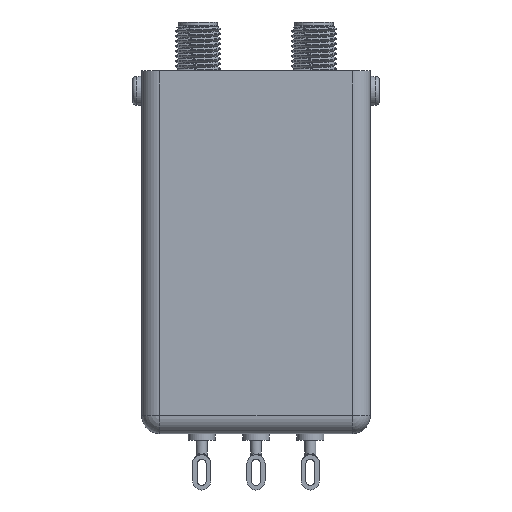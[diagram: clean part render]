
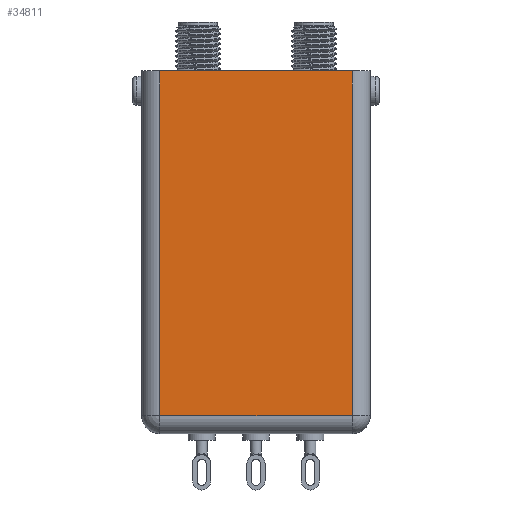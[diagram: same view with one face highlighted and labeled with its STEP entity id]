
A CAD part, front view. The second image highlights one B-rep face of the part: STEP entity #34811.
In plain terms, the highlighted planar face has unit normal (0, -1, 0).
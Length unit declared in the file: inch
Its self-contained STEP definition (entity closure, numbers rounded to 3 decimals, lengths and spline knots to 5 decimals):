
#344 = DIRECTION ( 'NONE',  ( 0., -1., 0. ) ) ;
#1010 = VECTOR ( 'NONE', #12166, 39.37008 ) ;
#1114 = VECTOR ( 'NONE', #21865, 39.37008 ) ;
#2942 = LINE ( 'NONE', #5390, #1010 ) ;
#4002 = PLANE ( 'NONE',  #32919 ) ;
#5298 = VERTEX_POINT ( 'NONE', #14521 ) ;
#5390 = CARTESIAN_POINT ( 'NONE',  ( -0.63, -0.63, 0. ) ) ;
#7256 = CARTESIAN_POINT ( 'NONE',  ( -0.53, -0.63, -2. ) ) ;
#9560 = LINE ( 'NONE', #15962, #1114 ) ;
#9962 = FACE_OUTER_BOUND ( 'NONE', #35728, .T. ) ;
#9973 = ORIENTED_EDGE ( 'NONE', *, *, #20783, .T. ) ;
#10305 = DIRECTION ( 'NONE',  ( 1., 0., 0. ) ) ;
#12166 = DIRECTION ( 'NONE',  ( 1., 0., 0. ) ) ;
#13537 = VECTOR ( 'NONE', #36229, 39.37008 ) ;
#14521 = CARTESIAN_POINT ( 'NONE',  ( -0.53, -0.63, -1.9 ) ) ;
#14738 = CARTESIAN_POINT ( 'NONE',  ( -0.53, -0.63, 0. ) ) ;
#15057 = LINE ( 'NONE', #23587, #23589 ) ;
#15962 = CARTESIAN_POINT ( 'NONE',  ( 0.53, -0.63, -2. ) ) ;
#17091 = VERTEX_POINT ( 'NONE', #26577 ) ;
#20087 = VERTEX_POINT ( 'NONE', #14738 ) ;
#20723 = EDGE_CURVE ( 'NONE', #20087, #5298, #22571, .T. ) ;
#20783 = EDGE_CURVE ( 'NONE', #5298, #17091, #15057, .T. ) ;
#21093 = EDGE_CURVE ( 'NONE', #17091, #24439, #9560, .T. ) ;
#21114 = CARTESIAN_POINT ( 'NONE',  ( 0.53, -0.63, 0. ) ) ;
#21198 = ORIENTED_EDGE ( 'NONE', *, *, #20723, .T. ) ;
#21550 = ORIENTED_EDGE ( 'NONE', *, *, #24001, .F. ) ;
#21865 = DIRECTION ( 'NONE',  ( 0., 0., 1. ) ) ;
#22571 = LINE ( 'NONE', #7256, #13537 ) ;
#23587 = CARTESIAN_POINT ( 'NONE',  ( -0.63, -0.63, -1.9 ) ) ;
#23589 = VECTOR ( 'NONE', #10305, 39.37008 ) ;
#24001 = EDGE_CURVE ( 'NONE', #20087, #24439, #2942, .T. ) ;
#24439 = VERTEX_POINT ( 'NONE', #21114 ) ;
#25909 = CARTESIAN_POINT ( 'NONE',  ( -0.63, -0.63, -2. ) ) ;
#26577 = CARTESIAN_POINT ( 'NONE',  ( 0.53, -0.63, -1.9 ) ) ;
#28555 = ORIENTED_EDGE ( 'NONE', *, *, #21093, .T. ) ;
#32803 = DIRECTION ( 'NONE',  ( 0., 0., -1. ) ) ;
#32919 = AXIS2_PLACEMENT_3D ( 'NONE', #25909, #344, #32803 ) ;
#34811 = ADVANCED_FACE ( 'NONE', ( #9962 ), #4002, .T. ) ;
#35728 = EDGE_LOOP ( 'NONE', ( #21550, #21198, #9973, #28555 ) ) ;
#36229 = DIRECTION ( 'NONE',  ( 0., 0., -1. ) ) ;
